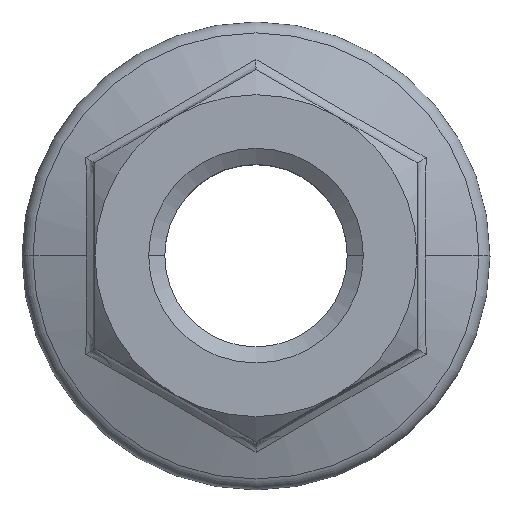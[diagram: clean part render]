
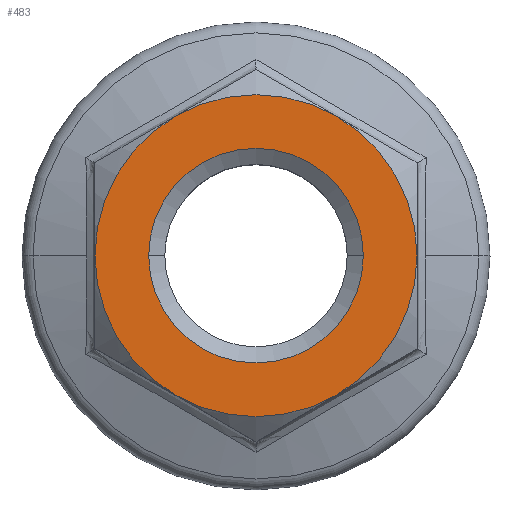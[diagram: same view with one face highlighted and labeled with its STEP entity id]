
A CAD part, top view. The second image highlights one B-rep face of the part: STEP entity #483.
In plain terms, the highlighted planar face has unit normal (0, 0, 1).
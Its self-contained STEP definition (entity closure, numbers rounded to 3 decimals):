
#12 = VERTEX_POINT ( 'NONE', #446 ) ;
#49 = DIRECTION ( 'NONE',  ( 1., 0., 0. ) ) ;
#59 = CIRCLE ( 'NONE', #568, 7.5 ) ;
#68 = DIRECTION ( 'NONE',  ( 1., 0., 0. ) ) ;
#78 = DIRECTION ( 'NONE',  ( 0., 0., 1. ) ) ;
#83 = DIRECTION ( 'NONE',  ( 1., 0., 0. ) ) ;
#86 = ORIENTED_EDGE ( 'NONE', *, *, #449, .T. ) ;
#95 = CIRCLE ( 'NONE', #418, 7.5 ) ;
#114 = CIRCLE ( 'NONE', #168, 7.5 ) ;
#117 = ORIENTED_EDGE ( 'NONE', *, *, #1018, .T. ) ;
#152 = DIRECTION ( 'NONE',  ( 1., 0., 0. ) ) ;
#165 = VERTEX_POINT ( 'NONE', #216 ) ;
#168 = AXIS2_PLACEMENT_3D ( 'NONE', #563, #375, #294 ) ;
#170 = FACE_BOUND ( 'NONE', #820, .T. ) ;
#185 = CIRCLE ( 'NONE', #839, 7.5 ) ;
#201 = AXIS2_PLACEMENT_3D ( 'NONE', #252, #78, #83 ) ;
#202 = CARTESIAN_POINT ( 'NONE',  ( 5., 0., 0. ) ) ;
#216 = CARTESIAN_POINT ( 'NONE',  ( -5., 0., 0. ) ) ;
#223 = VERTEX_POINT ( 'NONE', #1077 ) ;
#242 = EDGE_CURVE ( 'NONE', #12, #267, #114, .T. ) ;
#252 = CARTESIAN_POINT ( 'NONE',  ( 0., 0., 0. ) ) ;
#253 = CARTESIAN_POINT ( 'NONE',  ( -15., 0., 0. ) ) ;
#261 = DIRECTION ( 'NONE',  ( 1., 0., 0. ) ) ;
#265 = CARTESIAN_POINT ( 'NONE',  ( 0., 0., 0. ) ) ;
#267 = VERTEX_POINT ( 'NONE', #836 ) ;
#271 = VERTEX_POINT ( 'NONE', #830 ) ;
#294 = DIRECTION ( 'NONE',  ( 1., 0., 0. ) ) ;
#312 = CARTESIAN_POINT ( 'NONE',  ( 0., 0., 0. ) ) ;
#314 = VERTEX_POINT ( 'NONE', #751 ) ;
#319 = DIRECTION ( 'NONE',  ( 1., 0., 0. ) ) ;
#332 = EDGE_CURVE ( 'NONE', #165, #614, #478, .T. ) ;
#352 = ORIENTED_EDGE ( 'NONE', *, *, #332, .F. ) ;
#375 = DIRECTION ( 'NONE',  ( 0., 0., 1. ) ) ;
#382 = AXIS2_PLACEMENT_3D ( 'NONE', #265, #1141, #1145 ) ;
#390 = ORIENTED_EDGE ( 'NONE', *, *, #242, .T. ) ;
#398 = EDGE_CURVE ( 'NONE', #223, #271, #590, .T. ) ;
#407 = EDGE_LOOP ( 'NONE', ( #86, #767, #117, #947, #390, #1041 ) ) ;
#409 = EDGE_CURVE ( 'NONE', #267, #314, #185, .T. ) ;
#418 = AXIS2_PLACEMENT_3D ( 'NONE', #933, #856, #68 ) ;
#424 = PLANE ( 'NONE',  #1045 ) ;
#446 = CARTESIAN_POINT ( 'NONE',  ( -7.5, 0., 0. ) ) ;
#449 = EDGE_CURVE ( 'NONE', #314, #223, #1139, .T. ) ;
#478 = CIRCLE ( 'NONE', #647, 5. ) ;
#483 = ADVANCED_FACE ( 'NONE', ( #170, #714 ), #424, .T. ) ;
#507 = DIRECTION ( 'NONE',  ( 1., 0., 0. ) ) ;
#563 = CARTESIAN_POINT ( 'NONE',  ( 0., 0., 0. ) ) ;
#568 = AXIS2_PLACEMENT_3D ( 'NONE', #846, #762, #49 ) ;
#590 = CIRCLE ( 'NONE', #626, 7.5 ) ;
#614 = VERTEX_POINT ( 'NONE', #202 ) ;
#626 = AXIS2_PLACEMENT_3D ( 'NONE', #1034, #1047, #507 ) ;
#644 = ORIENTED_EDGE ( 'NONE', *, *, #774, .F. ) ;
#647 = AXIS2_PLACEMENT_3D ( 'NONE', #312, #1125, #319 ) ;
#659 = VERTEX_POINT ( 'NONE', #926 ) ;
#714 = FACE_OUTER_BOUND ( 'NONE', #407, .T. ) ;
#751 = CARTESIAN_POINT ( 'NONE',  ( 3.75, -6.495, 0. ) ) ;
#762 = DIRECTION ( 'NONE',  ( 0., 0., 1. ) ) ;
#767 = ORIENTED_EDGE ( 'NONE', *, *, #398, .T. ) ;
#774 = EDGE_CURVE ( 'NONE', #614, #165, #817, .T. ) ;
#817 = CIRCLE ( 'NONE', #201, 5. ) ;
#820 = EDGE_LOOP ( 'NONE', ( #644, #352 ) ) ;
#830 = CARTESIAN_POINT ( 'NONE',  ( 3.75, 6.495, 0. ) ) ;
#836 = CARTESIAN_POINT ( 'NONE',  ( -3.75, -6.495, 0. ) ) ;
#839 = AXIS2_PLACEMENT_3D ( 'NONE', #1130, #955, #152 ) ;
#846 = CARTESIAN_POINT ( 'NONE',  ( 0., 0., 0. ) ) ;
#856 = DIRECTION ( 'NONE',  ( 0., 0., 1. ) ) ;
#926 = CARTESIAN_POINT ( 'NONE',  ( -3.75, 6.495, 0. ) ) ;
#933 = CARTESIAN_POINT ( 'NONE',  ( 0., 0., 0. ) ) ;
#947 = ORIENTED_EDGE ( 'NONE', *, *, #1039, .T. ) ;
#955 = DIRECTION ( 'NONE',  ( 0., 0., 1. ) ) ;
#1018 = EDGE_CURVE ( 'NONE', #271, #659, #95, .T. ) ;
#1034 = CARTESIAN_POINT ( 'NONE',  ( 0., 0., 0. ) ) ;
#1039 = EDGE_CURVE ( 'NONE', #659, #12, #59, .T. ) ;
#1041 = ORIENTED_EDGE ( 'NONE', *, *, #409, .T. ) ;
#1045 = AXIS2_PLACEMENT_3D ( 'NONE', #253, #1150, #261 ) ;
#1047 = DIRECTION ( 'NONE',  ( 0., 0., 1. ) ) ;
#1077 = CARTESIAN_POINT ( 'NONE',  ( 7.5, 0., 0. ) ) ;
#1125 = DIRECTION ( 'NONE',  ( 0., 0., 1. ) ) ;
#1130 = CARTESIAN_POINT ( 'NONE',  ( 0., 0., 0. ) ) ;
#1139 = CIRCLE ( 'NONE', #382, 7.5 ) ;
#1141 = DIRECTION ( 'NONE',  ( 0., 0., 1. ) ) ;
#1145 = DIRECTION ( 'NONE',  ( 1., 0., 0. ) ) ;
#1150 = DIRECTION ( 'NONE',  ( 0., 0., 1. ) ) ;
